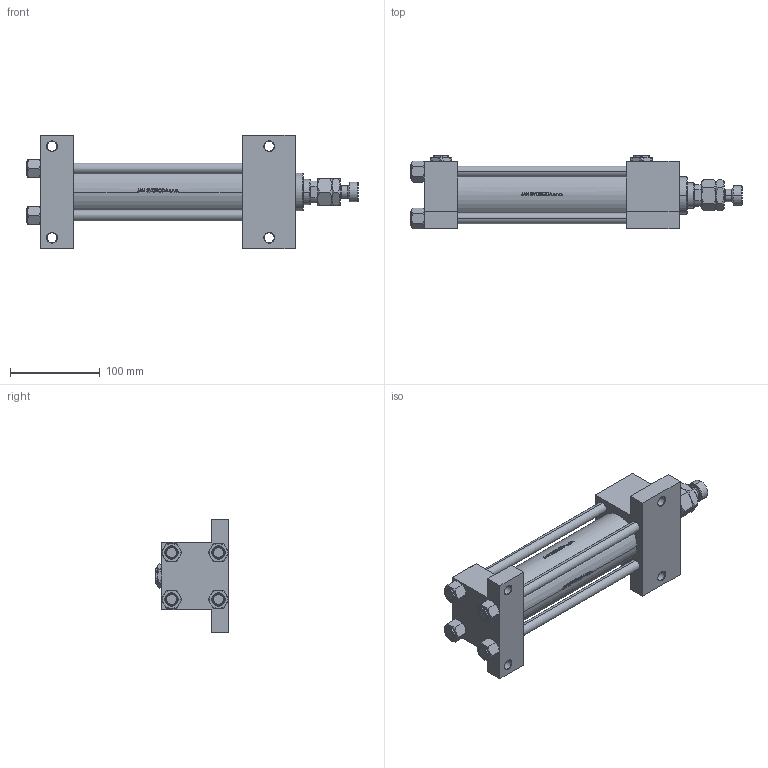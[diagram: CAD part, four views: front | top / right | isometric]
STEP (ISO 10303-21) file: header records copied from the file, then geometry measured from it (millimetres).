
FILE_DESCRIPTION (( 'STEP AP203' ), '1' );
FILE_NAME ('3d57.STEP', '2023-08-23T15:07:25', ( '' ), ( '' ), 'SwSTEP 2.0', 'SolidWorks 2019', '' );
FILE_SCHEMA (( 'CONFIG_CONTROL_DESIGN' ));
Length unit declared in the file: millimetre
Products named in the file (8): Zatka_pro_OIL_PORT 23a14478f2c34e96306b0eef6d17d698; V215CR_VCP_G 23a14478f2c34e96306b0eef6d17d698; V215CR_G_TYCINKA 23a14478f2c34e96306b0eef6d17d698; MFA 23a14478f2c34e96306b0eef6d17d698; V215CR_G_Body 23a14478f2c34e96306b0eef6d17d698; NUT_M5_G 23a14478f2c34e96306b0eef6d17d698; 3d57; V215_VC_A 23a14478f2c34e96306b0eef6d17d698
Assembly tree (14 placements, depth 2):
  3d57
    V215CR_G_Body 23a14478f2c34e96306b0eef6d17d698
    V215CR_VCP_G 23a14478f2c34e96306b0eef6d17d698
    V215CR_G_TYCINKA 23a14478f2c34e96306b0eef6d17d698  x4
    NUT_M5_G 23a14478f2c34e96306b0eef6d17d698  x4
    V215_VC_A 23a14478f2c34e96306b0eef6d17d698
    MFA 23a14478f2c34e96306b0eef6d17d698
    Zatka_pro_OIL_PORT 23a14478f2c34e96306b0eef6d17d698  x2
Bounding box: 370 x 82.27 x 127 mm (x, y, z)
Volume: 1001775 mm3; surface area: 245858.5 mm2
Topology: 14 solids, 14 shells, 1224 faces, 3050 edges, 1941 vertices
Faces by surface type: plane 492, bspline 380, cone 212, cylinder 128, torus 12
Entity records: 50616 total; most frequent: CARTESIAN_POINT 26901, ORIENTED_EDGE 5400, DIRECTION 3408, EDGE_CURVE 2700, VERTEX_POINT 1739, VECTOR 1348, LINE 1348, EDGE_LOOP 1167
